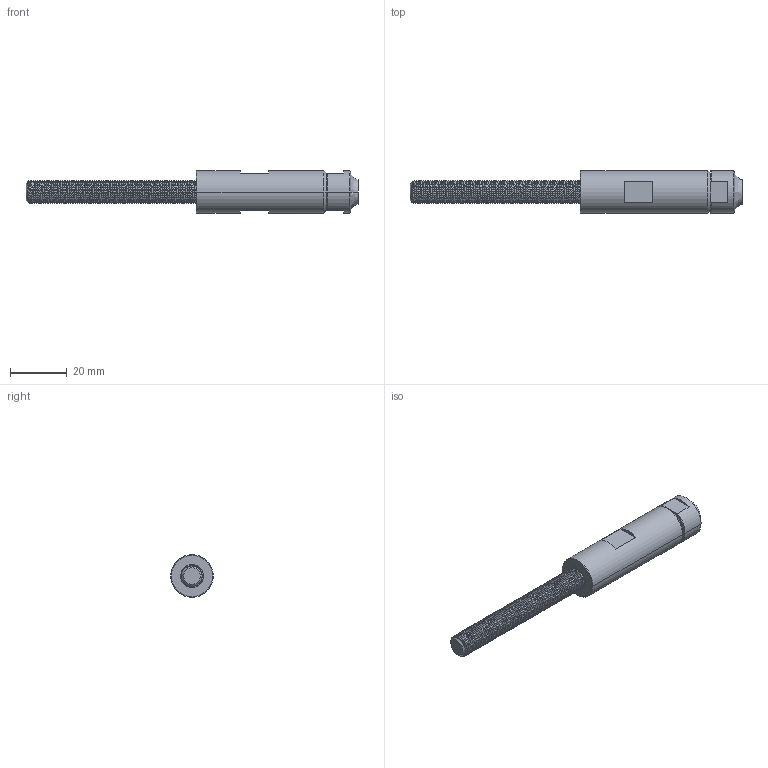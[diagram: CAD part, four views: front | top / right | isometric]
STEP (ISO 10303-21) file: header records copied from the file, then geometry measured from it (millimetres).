
FILE_DESCRIPTION (( 'STEP AP203' ), '1' );
FILE_NAME ('3D_GS5524-R_6x117_188500335.STEP', '2024-09-24T06:17:37', ( '' ), ( '' ), 'SwSTEP 2.0', 'SolidWorks 2024', '' );
FILE_SCHEMA (( 'CONFIG_CONTROL_DESIGN' ));
Length unit declared in the file: millimetre
Products named in the file (1): 3D_GS5524-R_6x117_188500335
Bounding box: 117 x 15 x 15 mm (x, y, z)
Volume: 11611.5 mm3; surface area: 5831.8 mm2
Topology: 1 solids, 1 shells, 194 faces, 544 edges, 359 vertices
Faces by surface type: cylinder 159, plane 18, bspline 6, cone 6, torus 5
Entity records: 18078 total; most frequent: CARTESIAN_POINT 13915, ORIENTED_EDGE 1088, DIRECTION 650, EDGE_CURVE 544, VERTEX_POINT 359, AXIS2_PLACEMENT_3D 235, EDGE_LOOP 201, FACE_OUTER_BOUND 194
